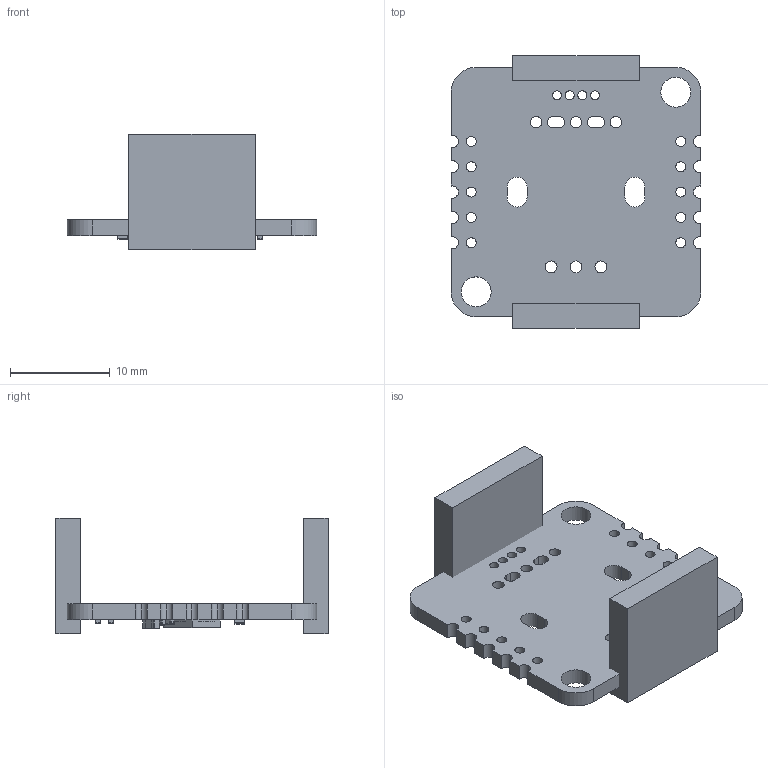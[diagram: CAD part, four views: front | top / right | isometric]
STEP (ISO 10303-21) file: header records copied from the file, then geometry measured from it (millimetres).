
FILE_DESCRIPTION(('Open CASCADE Model'),'2;1');
FILE_NAME('Open CASCADE Shape Model','2020-09-23T22:25:04',('Author'),( 'Open CASCADE'),'Open CASCADE STEP processor 6.8','Open CASCADE 6.8' ,'Unknown');
FILE_SCHEMA(('AUTOMOTIVE_DESIGN { 1 0 10303 214 1 1 1 1 }'));
Length unit declared in the file: millimetre
Products named in the file (33): PCB; Board; Open CASCADE STEP translator 6.8 6.1.1; Open CASCADE STEP translator 6.8 6.1.1.1; R2; User_Library-R_0402; R1; L1; User_Library-V0402HD; User_Library-V0402HD_K_X_F6rper_1; User_Library-V0402HD_Anschl_X_FCsse_1; P5; 8356843648; Extruded; P6; U1; User_Library-QFN20_4x4x0_8; R11; R10; R9; R8; R4; R3; C4; User_Library-Capacitor_0402; C3; C1; User_Library-CAPC1608X09; C2; R12; R5; R6; R7
Assembly tree (46 placements, depth 4):
  PCB
    Board
      Open CASCADE STEP translator 6.8 6.1.1
        Open CASCADE STEP translator 6.8 6.1.1.1
    R2
      User_Library-R_0402
    R1
      User_Library-R_0402
    L1
      User_Library-V0402HD
        User_Library-V0402HD_K_X_F6rper_1
        User_Library-V0402HD_Anschl_X_FCsse_1
    P5
      8356843648
        Extruded
    P6
      8356843648
        Extruded
    U1
      User_Library-QFN20_4x4x0_8
    R11
      User_Library-R_0402
    R10
      User_Library-R_0402
    R9
      User_Library-R_0402
    R8
      User_Library-R_0402
    R4
      User_Library-R_0402
    R3
      User_Library-R_0402
    C4
      User_Library-Capacitor_0402
    C3
      User_Library-Capacitor_0402
    C1
      User_Library-CAPC1608X09
    C2
      User_Library-Capacitor_0402
    R12
      User_Library-R_0402
    R5
      User_Library-R_0402
    R6
      User_Library-R_0402
    R7
      User_Library-R_0402
Bounding box: 25 x 27.28 x 11.54 mm (x, y, z)
Volume: 1643.1 mm3; surface area: 2420 mm2
Topology: 55 solids, 58 shells, 1672 faces, 4182 edges, 2652 vertices
Faces by surface type: plane 1035, bspline 384, cylinder 205, sphere 48
Full cylindrical faces by diameter (mm): 0.9 x4, 1 x10, 1.15 x3, 1.2 x3, 3 x2
Entity records: 20980 total; most frequent: CARTESIAN_POINT 5040, ORIENTED_EDGE 2620, DIRECTION 2536, EDGE_CURVE 1310, LINE 928, VECTOR 928, VERTEX_POINT 828, AXIS2_PLACEMENT_3D 804
